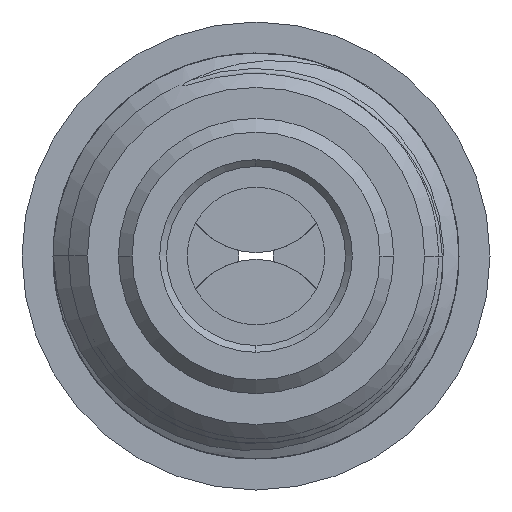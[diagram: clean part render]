
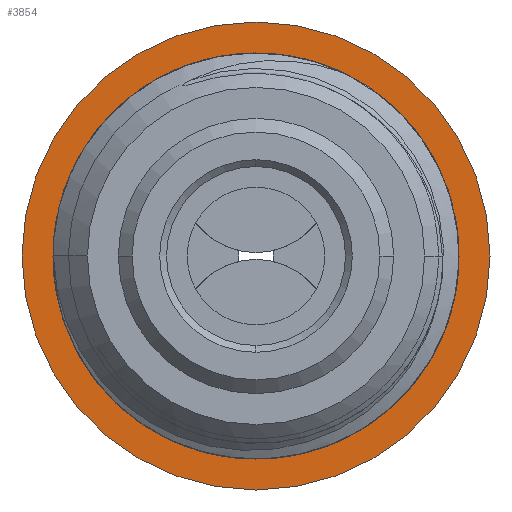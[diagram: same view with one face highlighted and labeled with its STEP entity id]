
A CAD part, left-side view. The second image highlights one B-rep face of the part: STEP entity #3854.
In plain terms, the highlighted planar face has unit normal (-1, 0, 0).
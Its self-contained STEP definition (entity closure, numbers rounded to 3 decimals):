
#57=CARTESIAN_POINT('',(-6.,0.,0.));
#58=DIRECTION('',(1.,0.,0.));
#59=DIRECTION('',(0.,1.,0.));
#60=AXIS2_PLACEMENT_3D('',#57,#58,#59);
#62=CARTESIAN_POINT('',(-6.,0.,0.));
#63=DIRECTION('',(-1.,0.,0.));
#64=DIRECTION('',(0.,1.,0.));
#65=AXIS2_PLACEMENT_3D('',#62,#63,#64);
#925=CARTESIAN_POINT('',(-6.,0.,0.));
#926=DIRECTION('',(-1.,0.,0.));
#927=DIRECTION('',(0.,1.,0.));
#928=AXIS2_PLACEMENT_3D('',#925,#926,#927);
#2172=CARTESIAN_POINT('',(-6.,0.,0.));
#2173=DIRECTION('',(1.,0.,0.));
#2174=DIRECTION('',(0.,1.,0.));
#2175=AXIS2_PLACEMENT_3D('',#2172,#2173,#2174);
#3595=CARTESIAN_POINT('',(-6.,3.4,0.));
#3597=VERTEX_POINT('',#3595);
#3603=CARTESIAN_POINT('',(-6.,-3.4,0.));
#3605=VERTEX_POINT('',#3603);
#3606=CARTESIAN_POINT('',(-6.,2.95,0.));
#3607=CARTESIAN_POINT('',(-6.,-2.95,0.));
#3608=VERTEX_POINT('',#3606);
#3609=VERTEX_POINT('',#3607);
#3839=CARTESIAN_POINT('',(-6.,0.,0.));
#3840=DIRECTION('',(1.,0.,0.));
#3841=DIRECTION('',(0.,-1.,0.));
#3842=AXIS2_PLACEMENT_3D('',#3839,#3840,#3841);
#3843=PLANE('',#3842);
#3844=ORIENTED_EDGE('',*,*,#3834,.T.);
#3845=ORIENTED_EDGE('',*,*,#3818,.F.);
#3846=EDGE_LOOP('',(#3844,#3845));
#3847=FACE_OUTER_BOUND('',#3846,.F.);
#3849=ORIENTED_EDGE('',*,*,#3848,.T.);
#3851=ORIENTED_EDGE('',*,*,#3850,.F.);
#3852=EDGE_LOOP('',(#3849,#3851));
#3853=FACE_BOUND('',#3852,.F.);
#3854=ADVANCED_FACE('',(#3847,#3853),#3843,.F.);
#61=CIRCLE('',#60,3.4);
#66=CIRCLE('',#65,3.4);
#929=CIRCLE('',#928,2.95);
#2176=CIRCLE('',#2175,2.95);
#3818=EDGE_CURVE('',#3597,#3605,#66,.T.);
#3834=EDGE_CURVE('',#3597,#3605,#61,.T.);
#3848=EDGE_CURVE('',#3608,#3609,#929,.T.);
#3850=EDGE_CURVE('',#3608,#3609,#2176,.T.);
